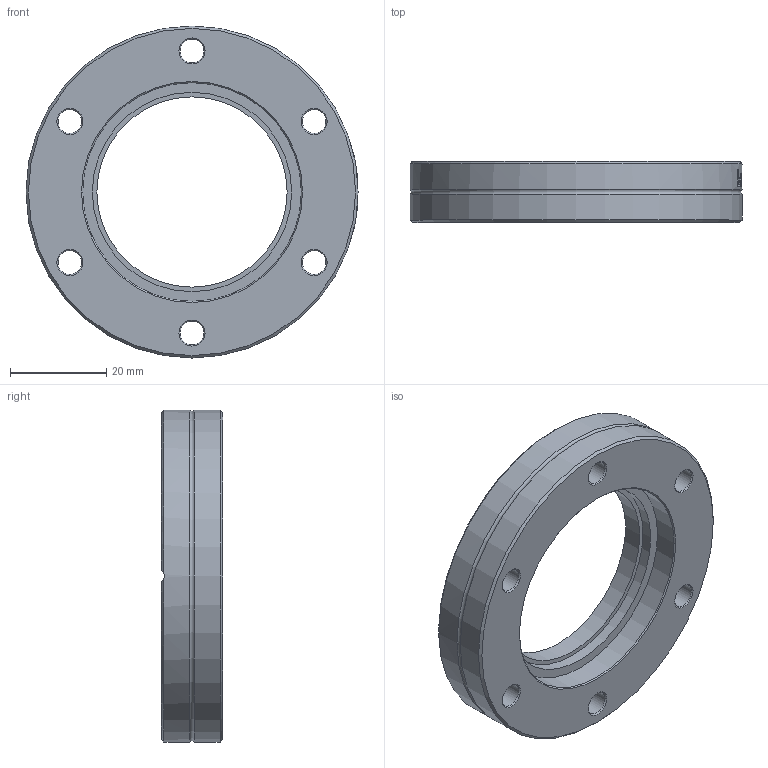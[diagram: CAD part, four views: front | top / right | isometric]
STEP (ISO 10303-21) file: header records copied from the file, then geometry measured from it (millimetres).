
FILE_DESCRIPTION(/* description */ (''),/* implementation_level */ '2;1');
FILE_NAME(/* name */ 'FL-40CFRT-41.stp',/* time_stamp */ '2018-01-12T15:55:43+00:00',/* author */ ('paul'),/* organization */ (''),/* preprocessor_version */ 'ST-DEVELOPER v16.13',/* originating_system */ 'Autodesk Inventor 2018',/* authorisation */ '');
FILE_SCHEMA (('AUTOMOTIVE_DESIGN { 1 0 10303 214 3 1 1 }'));
Length unit declared in the file: millimetre
Products named in the file (3): FL-40CFRT-41; FL-40CF-OUTTAP; FL-40CF-INB41.5
Assembly tree (2 placements, depth 2):
  FL-40CFRT-41
    FL-40CF-OUTTAP
    FL-40CF-INB41.5
Bounding box: 69.1 x 12.7 x 69.1 mm (x, y, z)
Volume: 27299.4 mm3; surface area: 12661.2 mm2
Topology: 2 solids, 2 shells, 132 faces, 346 edges, 227 vertices
Faces by surface type: plane 49, bspline 41, cylinder 23, cone 18, torus 1
Full cylindrical faces by diameter (mm): 4.917 x6, 39.6 x1, 41.5 x1, 45.5 x1, 48.1 x1, 48.3 x1, 69.1 x2
Entity records: 5420 total; most frequent: CARTESIAN_POINT 2401, ORIENTED_EDGE 616, DIRECTION 515, EDGE_CURVE 308, VERTEX_POINT 219, AXIS2_PLACEMENT_3D 202, EDGE_LOOP 187, FACE_OUTER_BOUND 132
